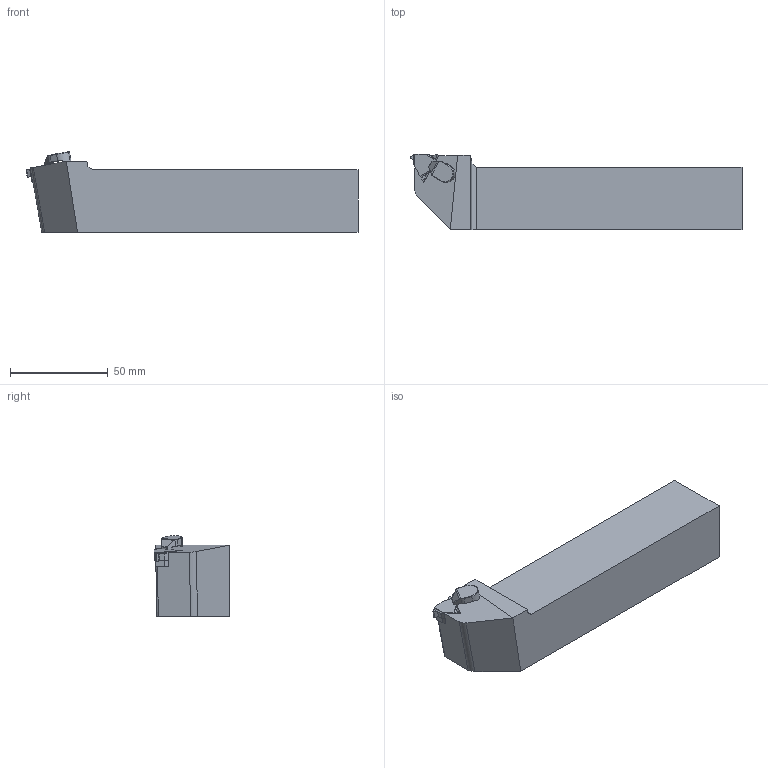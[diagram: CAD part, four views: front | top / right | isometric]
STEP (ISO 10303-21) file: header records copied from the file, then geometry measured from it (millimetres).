
FILE_DESCRIPTION(/* description */ (''),/* implementation_level */ '2;1');
FILE_NAME(/* name */ 'SEL 3232 P16C-S.stp',/* time_stamp */ '2023-10-23T21:12:28+03:00',/* author */ (''),/* organization */ (''),/* preprocessor_version */ 'ST-DEVELOPER v19.4',/* originating_system */ 'SIEMENS PLM Software NX2306.3001',/* authorisation */ '');
FILE_SCHEMA (('AUTOMOTIVE_DESIGN { 1 0 10303 214 3 1 1 1 }'));
Length unit declared in the file: millimetre
Products named in the file (1): SER 3232 P16C-S_x_t_objects
Bounding box: 170 x 38.53 x 41.23 mm (x, y, z)
Volume: 171540.3 mm3; surface area: 24198.6 mm2
Topology: 2 solids, 2 shells, 98 faces, 262 edges, 167 vertices
Faces by surface type: plane 59, cylinder 29, bspline 6, torus 4
Entity records: 3132 total; most frequent: CARTESIAN_POINT 612, ORIENTED_EDGE 524, DIRECTION 519, EDGE_CURVE 262, LINE 187, VECTOR 187, VERTEX_POINT 167, AXIS2_PLACEMENT_3D 166
